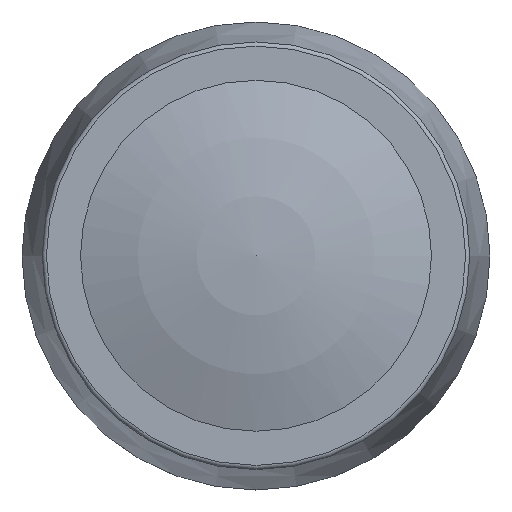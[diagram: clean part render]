
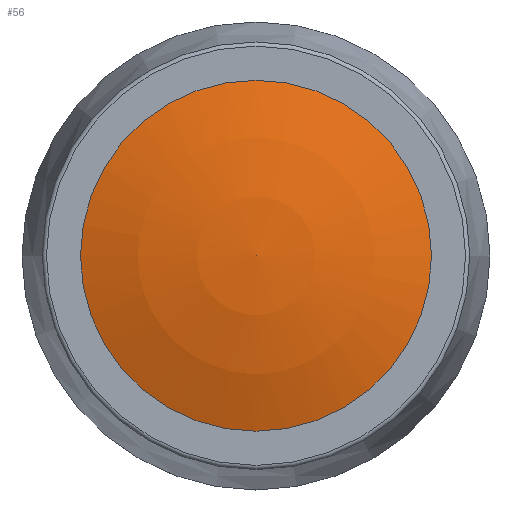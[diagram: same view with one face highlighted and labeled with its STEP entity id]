
A CAD part, top view. The second image highlights one B-rep face of the part: STEP entity #56.
In plain terms, the highlighted spherical face has radius 25 mm.
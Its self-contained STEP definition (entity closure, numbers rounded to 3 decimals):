
#56 = ADVANCED_FACE( '', ( #123 ), #124, .T. );
#123 = FACE_OUTER_BOUND( '', #201, .T. );
#124 = SPHERICAL_SURFACE( '', #202, 25. );
#201 = EDGE_LOOP( '', ( #287 ) );
#202 = AXIS2_PLACEMENT_3D( '', #288, #289, #290 );
#287 = ORIENTED_EDGE( '', *, *, #369, .T. );
#288 = CARTESIAN_POINT( '', ( 0., 0., -11. ) );
#289 = DIRECTION( '', ( 0., 0., 1. ) );
#290 = DIRECTION( '', ( 0., 1., 0. ) );
#369 = EDGE_CURVE( '', #415, #415, #416, .T. );
#415 = VERTEX_POINT( '', #467 );
#416 = CIRCLE( '', #468, 8.249 );
#467 = CARTESIAN_POINT( '', ( 8.249, 0., 12.6 ) );
#468 = AXIS2_PLACEMENT_3D( '', #522, #523, #524 );
#522 = CARTESIAN_POINT( '', ( 0., 0., 12.6 ) );
#523 = DIRECTION( '', ( 0., 0., 1. ) );
#524 = DIRECTION( '', ( 1., 0., 0. ) );
